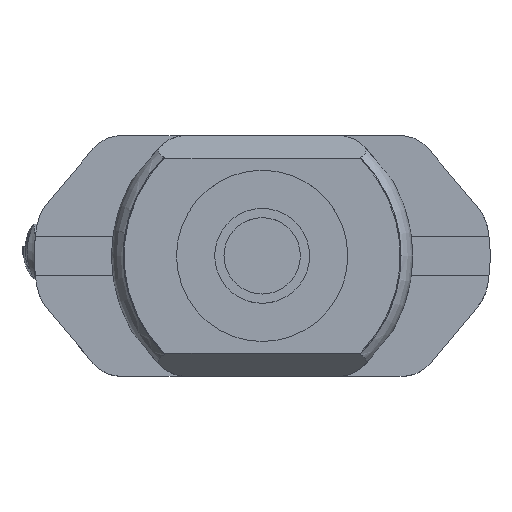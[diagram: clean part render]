
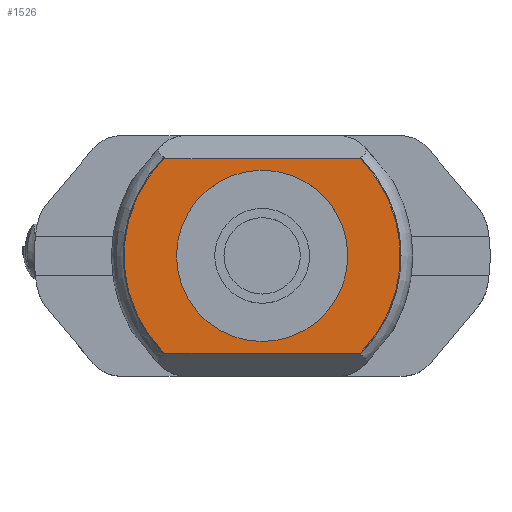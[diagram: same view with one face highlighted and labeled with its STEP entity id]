
A CAD part, top view. The second image highlights one B-rep face of the part: STEP entity #1526.
In plain terms, the highlighted planar face has unit normal (0, 0, 1).
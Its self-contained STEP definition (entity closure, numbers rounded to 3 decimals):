
#1526=ADVANCED_FACE('',(#3768,#3769),#2068,.T.);
#2068=PLANE('',#10251);
#2382=LINE('',#13881,#3075);
#2383=LINE('',#13885,#3076);
#3075=VECTOR('',#11234,1.);
#3076=VECTOR('',#11237,1.);
#3768=FACE_BOUND('',#3896,.T.);
#3769=FACE_BOUND('',#3897,.T.);
#3896=EDGE_LOOP('',(#4504));
#3897=EDGE_LOOP('',(#4505,#4506,#4507,#4508));
#4504=ORIENTED_EDGE('',*,*,#8282,.F.);
#4505=ORIENTED_EDGE('',*,*,#8283,.T.);
#4506=ORIENTED_EDGE('',*,*,#8284,.T.);
#4507=ORIENTED_EDGE('',*,*,#8285,.T.);
#4508=ORIENTED_EDGE('',*,*,#8286,.T.);
#7330=VERTEX_POINT('',#13877);
#7331=VERTEX_POINT('',#13879);
#7332=VERTEX_POINT('',#13880);
#7333=VERTEX_POINT('',#13882);
#7334=VERTEX_POINT('',#13884);
#8282=EDGE_CURVE('',#7330,#7330,#9695,.T.);
#8283=EDGE_CURVE('',#7331,#7332,#9696,.T.);
#8284=EDGE_CURVE('',#7332,#7333,#2382,.T.);
#8285=EDGE_CURVE('',#7333,#7334,#9697,.T.);
#8286=EDGE_CURVE('',#7334,#7331,#2383,.T.);
#9695=CIRCLE('',#10248,37.);
#9696=CIRCLE('',#10249,59.7);
#9697=CIRCLE('',#10250,59.7);
#10248=AXIS2_PLACEMENT_3D('',#13876,#11230,#11231);
#10249=AXIS2_PLACEMENT_3D('',#13878,#11232,#11233);
#10250=AXIS2_PLACEMENT_3D('',#13883,#11235,#11236);
#10251=AXIS2_PLACEMENT_3D('',#13886,#11238,#11239);
#11230=DIRECTION('',(0.,0.,1.));
#11231=DIRECTION('',(1.,0.,0.));
#11232=DIRECTION('',(0.,0.,1.));
#11233=DIRECTION('',(-1.,0.,0.));
#11234=DIRECTION('',(1.,0.,0.));
#11235=DIRECTION('',(0.,0.,1.));
#11236=DIRECTION('',(-1.,0.,0.));
#11237=DIRECTION('',(-1.,0.,0.));
#11238=DIRECTION('',(0.,0.,1.));
#11239=DIRECTION('',(-1.,0.,0.));
#13876=CARTESIAN_POINT('',(0.,0.,0.));
#13877=CARTESIAN_POINT('',(37.,0.,0.));
#13878=CARTESIAN_POINT('',(0.,0.,0.));
#13879=CARTESIAN_POINT('',(-42.427,42.,0.));
#13880=CARTESIAN_POINT('',(-42.427,-42.,0.));
#13881=CARTESIAN_POINT('',(60.,-42.,0.));
#13882=CARTESIAN_POINT('',(42.427,-42.,0.));
#13883=CARTESIAN_POINT('',(0.,0.,0.));
#13884=CARTESIAN_POINT('',(42.427,42.,0.));
#13885=CARTESIAN_POINT('',(60.,42.,0.));
#13886=CARTESIAN_POINT('',(60.,0.,0.));
